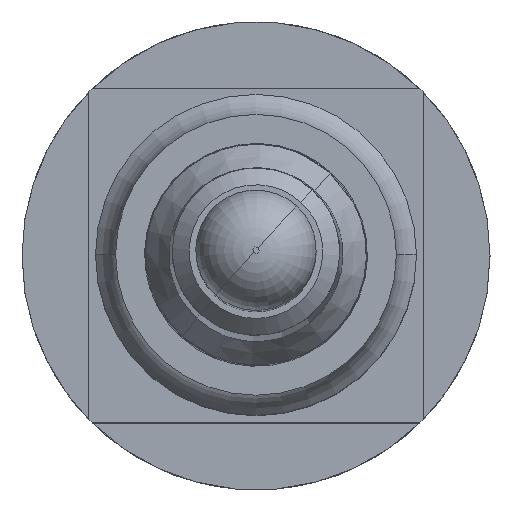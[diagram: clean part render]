
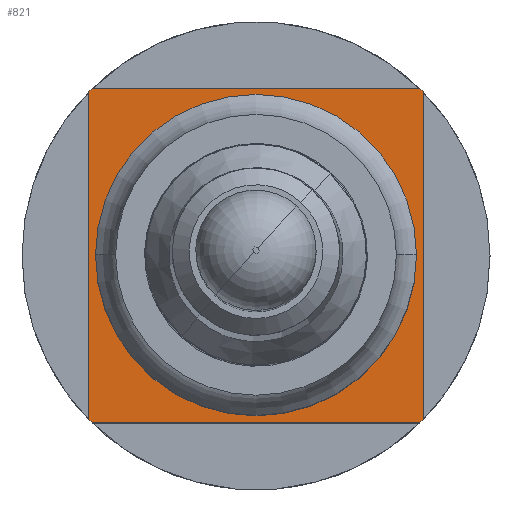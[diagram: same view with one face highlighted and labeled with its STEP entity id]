
A CAD part, top view. The second image highlights one B-rep face of the part: STEP entity #821.
In plain terms, the highlighted planar face has unit normal (0, 0, 1).
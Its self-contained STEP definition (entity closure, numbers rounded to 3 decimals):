
#425 = DIRECTION ( 'NONE',  ( 0., 0., 1. ) ) ;
#429 = DIRECTION ( 'NONE',  ( 0., -1., 0. ) ) ;
#560 = DIRECTION ( 'NONE',  ( 0., 0., 1. ) ) ;
#566 = ORIENTED_EDGE ( 'NONE', *, *, #7847, .T. ) ;
#622 = CARTESIAN_POINT ( 'NONE',  ( -0.49, -0.5, -1. ) ) ;
#633 = CARTESIAN_POINT ( 'NONE',  ( 0., 0., -1. ) ) ;
#821 = ADVANCED_FACE ( 'NONE', ( #5806, #3794 ), #3444, .F. ) ;
#963 = EDGE_CURVE ( 'NONE', #2331, #7273, #8390, .T. ) ;
#1117 = AXIS2_PLACEMENT_3D ( 'NONE', #633, #5830, #1374 ) ;
#1178 = CARTESIAN_POINT ( 'NONE',  ( -0.5, 0.5, -1. ) ) ;
#1249 = CARTESIAN_POINT ( 'NONE',  ( -0.5, -0.5, -1. ) ) ;
#1374 = DIRECTION ( 'NONE',  ( 1., 0., 0. ) ) ;
#1420 = LINE ( 'NONE', #1249, #9119 ) ;
#1575 = CARTESIAN_POINT ( 'NONE',  ( 0.5, 0.49, -1. ) ) ;
#1787 = DIRECTION ( 'NONE',  ( 0., 0., 1. ) ) ;
#1798 = ORIENTED_EDGE ( 'NONE', *, *, #9023, .T. ) ;
#1941 = AXIS2_PLACEMENT_3D ( 'NONE', #8249, #3725, #8983 ) ;
#1996 = DIRECTION ( 'NONE',  ( 0., 0., -1. ) ) ;
#2035 = VERTEX_POINT ( 'NONE', #6650 ) ;
#2134 = EDGE_CURVE ( 'NONE', #7845, #2035, #7557, .T. ) ;
#2208 = CIRCLE ( 'NONE', #8813, 0.7 ) ;
#2270 = VERTEX_POINT ( 'NONE', #6881 ) ;
#2297 = DIRECTION ( 'NONE',  ( -1., 0., 0. ) ) ;
#2331 = VERTEX_POINT ( 'NONE', #8502 ) ;
#2735 = ORIENTED_EDGE ( 'NONE', *, *, #963, .F. ) ;
#2996 = VERTEX_POINT ( 'NONE', #5101 ) ;
#3109 = ORIENTED_EDGE ( 'NONE', *, *, #3938, .T. ) ;
#3238 = CIRCLE ( 'NONE', #8353, 0.7 ) ;
#3444 = PLANE ( 'NONE',  #8292 ) ;
#3466 = EDGE_CURVE ( 'NONE', #2996, #4091, #8829, .T. ) ;
#3564 = AXIS2_PLACEMENT_3D ( 'NONE', #8923, #4417, #9692 ) ;
#3698 = ORIENTED_EDGE ( 'NONE', *, *, #5862, .F. ) ;
#3725 = DIRECTION ( 'NONE',  ( 0., 0., 1. ) ) ;
#3726 = VECTOR ( 'NONE', #429, 1000. ) ;
#3794 = FACE_OUTER_BOUND ( 'NONE', #9085, .T. ) ;
#3928 = CIRCLE ( 'NONE', #1117, 0.7 ) ;
#3938 = EDGE_CURVE ( 'NONE', #6909, #9374, #1420, .T. ) ;
#3952 = EDGE_LOOP ( 'NONE', ( #2735, #3698 ) ) ;
#4074 = DIRECTION ( 'NONE',  ( 0., 1., 0. ) ) ;
#4091 = VERTEX_POINT ( 'NONE', #1575 ) ;
#4417 = DIRECTION ( 'NONE',  ( 0., 0., 1. ) ) ;
#4809 = EDGE_CURVE ( 'NONE', #8203, #6909, #2208, .T. ) ;
#4813 = CARTESIAN_POINT ( 'NONE',  ( 0.5, 0.5, -1. ) ) ;
#4845 = CARTESIAN_POINT ( 'NONE',  ( 0., 0., -1. ) ) ;
#4856 = EDGE_CURVE ( 'NONE', #2035, #2270, #3928, .T. ) ;
#4989 = CARTESIAN_POINT ( 'NONE',  ( 0., 0., -1. ) ) ;
#5101 = CARTESIAN_POINT ( 'NONE',  ( 0.5, -0.49, -1. ) ) ;
#5305 = VECTOR ( 'NONE', #2297, 1000. ) ;
#5396 = ORIENTED_EDGE ( 'NONE', *, *, #2134, .T. ) ;
#5615 = DIRECTION ( 'NONE',  ( 1., 0., 0. ) ) ;
#5727 = LINE ( 'NONE', #1178, #3726 ) ;
#5756 = DIRECTION ( 'NONE',  ( 1., 0., 0. ) ) ;
#5806 = FACE_BOUND ( 'NONE', #3952, .T. ) ;
#5830 = DIRECTION ( 'NONE',  ( 0., 0., 1. ) ) ;
#5862 = EDGE_CURVE ( 'NONE', #7273, #2331, #8908, .T. ) ;
#6209 = EDGE_CURVE ( 'NONE', #2270, #8203, #5727, .T. ) ;
#6253 = CARTESIAN_POINT ( 'NONE',  ( 0., 0., -1. ) ) ;
#6460 = ORIENTED_EDGE ( 'NONE', *, *, #4809, .T. ) ;
#6623 = ORIENTED_EDGE ( 'NONE', *, *, #4856, .T. ) ;
#6650 = CARTESIAN_POINT ( 'NONE',  ( -0.49, 0.5, -1. ) ) ;
#6833 = AXIS2_PLACEMENT_3D ( 'NONE', #4845, #425, #5615 ) ;
#6881 = CARTESIAN_POINT ( 'NONE',  ( -0.5, 0.49, -1. ) ) ;
#6886 = CARTESIAN_POINT ( 'NONE',  ( 0.49, -0.5, -1. ) ) ;
#6909 = VERTEX_POINT ( 'NONE', #622 ) ;
#7000 = DIRECTION ( 'NONE',  ( 1., 0., 0. ) ) ;
#7067 = CARTESIAN_POINT ( 'NONE',  ( -0.48, 0., -1. ) ) ;
#7134 = ORIENTED_EDGE ( 'NONE', *, *, #3466, .T. ) ;
#7210 = DIRECTION ( 'NONE',  ( -1., 0., 0. ) ) ;
#7273 = VERTEX_POINT ( 'NONE', #7067 ) ;
#7450 = CIRCLE ( 'NONE', #6833, 0.7 ) ;
#7536 = CARTESIAN_POINT ( 'NONE',  ( -0.5, 0.5, -1. ) ) ;
#7557 = LINE ( 'NONE', #7536, #5305 ) ;
#7583 = ORIENTED_EDGE ( 'NONE', *, *, #6209, .T. ) ;
#7845 = VERTEX_POINT ( 'NONE', #9233 ) ;
#7847 = EDGE_CURVE ( 'NONE', #4091, #7845, #3238, .T. ) ;
#8203 = VERTEX_POINT ( 'NONE', #9673 ) ;
#8249 = CARTESIAN_POINT ( 'NONE',  ( 0., 0., -1. ) ) ;
#8292 = AXIS2_PLACEMENT_3D ( 'NONE', #9447, #1996, #7210 ) ;
#8353 = AXIS2_PLACEMENT_3D ( 'NONE', #6253, #1787, #7000 ) ;
#8390 = CIRCLE ( 'NONE', #3564, 0.48 ) ;
#8502 = CARTESIAN_POINT ( 'NONE',  ( 0.48, 0., -1. ) ) ;
#8590 = VECTOR ( 'NONE', #4074, 1000. ) ;
#8813 = AXIS2_PLACEMENT_3D ( 'NONE', #4989, #560, #5756 ) ;
#8829 = LINE ( 'NONE', #4813, #8590 ) ;
#8908 = CIRCLE ( 'NONE', #1941, 0.48 ) ;
#8923 = CARTESIAN_POINT ( 'NONE',  ( 0., 0., -1. ) ) ;
#8983 = DIRECTION ( 'NONE',  ( 1., 0., 0. ) ) ;
#9023 = EDGE_CURVE ( 'NONE', #9374, #2996, #7450, .T. ) ;
#9085 = EDGE_LOOP ( 'NONE', ( #7134, #566, #5396, #6623, #7583, #6460, #3109, #1798 ) ) ;
#9119 = VECTOR ( 'NONE', #9481, 1000. ) ;
#9233 = CARTESIAN_POINT ( 'NONE',  ( 0.49, 0.5, -1. ) ) ;
#9374 = VERTEX_POINT ( 'NONE', #6886 ) ;
#9447 = CARTESIAN_POINT ( 'NONE',  ( 0., 0.48, -1. ) ) ;
#9481 = DIRECTION ( 'NONE',  ( 1., 0., 0. ) ) ;
#9673 = CARTESIAN_POINT ( 'NONE',  ( -0.5, -0.49, -1. ) ) ;
#9692 = DIRECTION ( 'NONE',  ( 1., 0., 0. ) ) ;
